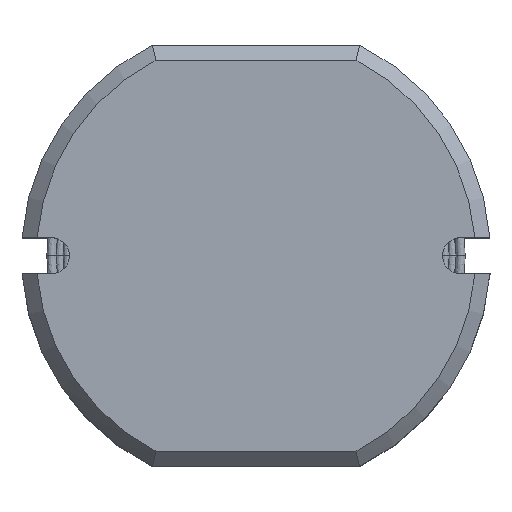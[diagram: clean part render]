
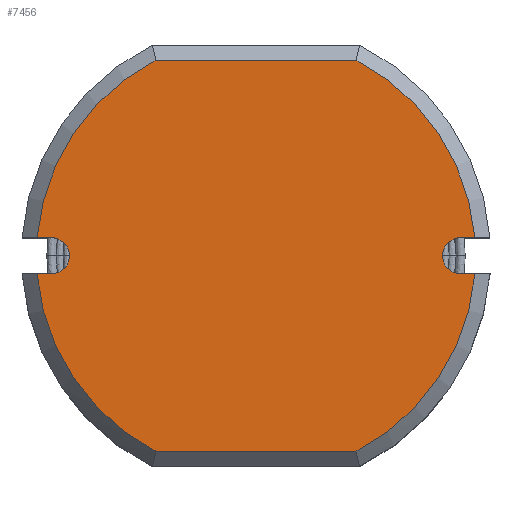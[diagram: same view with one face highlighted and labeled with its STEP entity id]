
A CAD part, top view. The second image highlights one B-rep face of the part: STEP entity #7456.
In plain terms, the highlighted planar face has unit normal (0, 0, 1).
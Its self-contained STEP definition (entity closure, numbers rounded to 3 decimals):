
#35 = DIRECTION ( 'NONE',  ( -1., 0., 0. ) ) ;
#72 = LINE ( 'NONE', #2647, #4337 ) ;
#100 = LINE ( 'NONE', #5608, #6932 ) ;
#273 = AXIS2_PLACEMENT_3D ( 'NONE', #5501, #4222, #35 ) ;
#391 = LINE ( 'NONE', #3084, #3100 ) ;
#856 = EDGE_CURVE ( 'NONE', #4937, #3360, #391, .T. ) ;
#901 = VERTEX_POINT ( 'NONE', #7515 ) ;
#939 = PLANE ( 'NONE',  #2125 ) ;
#946 = CARTESIAN_POINT ( 'NONE',  ( 3.4, 0., 5. ) ) ;
#960 = CARTESIAN_POINT ( 'NONE',  ( 1.661, -3.25, 5. ) ) ;
#1031 = LINE ( 'NONE', #1610, #6092 ) ;
#1149 = EDGE_CURVE ( 'NONE', #8539, #2239, #3981, .T. ) ;
#1308 = LINE ( 'NONE', #2695, #5120 ) ;
#1542 = CARTESIAN_POINT ( 'NONE',  ( 0., 0., 5. ) ) ;
#1610 = CARTESIAN_POINT ( 'NONE',  ( 1.72, 0.3, 5. ) ) ;
#1706 = ORIENTED_EDGE ( 'NONE', *, *, #5422, .F. ) ;
#1775 = ORIENTED_EDGE ( 'NONE', *, *, #5572, .F. ) ;
#1873 = ORIENTED_EDGE ( 'NONE', *, *, #3823, .F. ) ;
#1920 = CARTESIAN_POINT ( 'NONE',  ( 1.72, -0.3, 5. ) ) ;
#1965 = CIRCLE ( 'NONE', #3343, 0.3 ) ;
#1995 = DIRECTION ( 'NONE',  ( -1., 0., 0. ) ) ;
#2117 = CARTESIAN_POINT ( 'NONE',  ( 1.661, 3.25, 5. ) ) ;
#2125 = AXIS2_PLACEMENT_3D ( 'NONE', #3715, #2483, #4454 ) ;
#2130 = AXIS2_PLACEMENT_3D ( 'NONE', #5488, #6160, #1995 ) ;
#2239 = VERTEX_POINT ( 'NONE', #6088 ) ;
#2265 = ORIENTED_EDGE ( 'NONE', *, *, #2738, .F. ) ;
#2304 = ORIENTED_EDGE ( 'NONE', *, *, #5701, .F. ) ;
#2344 = ORIENTED_EDGE ( 'NONE', *, *, #8676, .F. ) ;
#2483 = DIRECTION ( 'NONE',  ( 0., 0., -1. ) ) ;
#2527 = EDGE_CURVE ( 'NONE', #3435, #901, #8667, .T. ) ;
#2575 = CARTESIAN_POINT ( 'NONE',  ( 3.638, 0.3, 5. ) ) ;
#2641 = CARTESIAN_POINT ( 'NONE',  ( -3.4, 0.3, 5. ) ) ;
#2647 = CARTESIAN_POINT ( 'NONE',  ( -1.72, -3.25, 5. ) ) ;
#2695 = CARTESIAN_POINT ( 'NONE',  ( 1.72, 0.3, 5. ) ) ;
#2730 = AXIS2_PLACEMENT_3D ( 'NONE', #1542, #6394, #5003 ) ;
#2738 = EDGE_CURVE ( 'NONE', #8279, #3360, #8287, .T. ) ;
#2766 = ORIENTED_EDGE ( 'NONE', *, *, #7634, .F. ) ;
#2789 = DIRECTION ( 'NONE',  ( 1., 0., 0. ) ) ;
#2826 = AXIS2_PLACEMENT_3D ( 'NONE', #946, #7068, #8456 ) ;
#2829 = DIRECTION ( 'NONE',  ( 0., 0., 1. ) ) ;
#3002 = VECTOR ( 'NONE', #6001, 1000. ) ;
#3084 = CARTESIAN_POINT ( 'NONE',  ( -1.72, 3.25, 5. ) ) ;
#3097 = CIRCLE ( 'NONE', #273, 3.65 ) ;
#3100 = VECTOR ( 'NONE', #5172, 1000. ) ;
#3343 = AXIS2_PLACEMENT_3D ( 'NONE', #4232, #2829, #6176 ) ;
#3360 = VERTEX_POINT ( 'NONE', #3783 ) ;
#3435 = VERTEX_POINT ( 'NONE', #6574 ) ;
#3562 = VERTEX_POINT ( 'NONE', #960 ) ;
#3610 = DIRECTION ( 'NONE',  ( -1., 0., 0. ) ) ;
#3666 = DIRECTION ( 'NONE',  ( 0., 0., -1. ) ) ;
#3715 = CARTESIAN_POINT ( 'NONE',  ( 1.72, -3.5, 5. ) ) ;
#3783 = CARTESIAN_POINT ( 'NONE',  ( -1.661, 3.25, 5. ) ) ;
#3823 = EDGE_CURVE ( 'NONE', #3562, #5290, #72, .T. ) ;
#3981 = CIRCLE ( 'NONE', #2826, 0.3 ) ;
#4048 = ORIENTED_EDGE ( 'NONE', *, *, #4573, .F. ) ;
#4222 = DIRECTION ( 'NONE',  ( 0., 0., -1. ) ) ;
#4232 = CARTESIAN_POINT ( 'NONE',  ( -3.4, 0., 5. ) ) ;
#4337 = VECTOR ( 'NONE', #8216, 1000. ) ;
#4454 = DIRECTION ( 'NONE',  ( -1., 0., 0. ) ) ;
#4546 = CIRCLE ( 'NONE', #7486, 3.65 ) ;
#4573 = EDGE_CURVE ( 'NONE', #901, #6654, #1965, .T. ) ;
#4937 = VERTEX_POINT ( 'NONE', #2117 ) ;
#4971 = ORIENTED_EDGE ( 'NONE', *, *, #856, .T. ) ;
#5003 = DIRECTION ( 'NONE',  ( -1., 0., 0. ) ) ;
#5088 = ORIENTED_EDGE ( 'NONE', *, *, #2527, .F. ) ;
#5120 = VECTOR ( 'NONE', #6166, 1000. ) ;
#5172 = DIRECTION ( 'NONE',  ( -1., 0., 0. ) ) ;
#5265 = EDGE_CURVE ( 'NONE', #4937, #8151, #4546, .T. ) ;
#5290 = VERTEX_POINT ( 'NONE', #5735 ) ;
#5422 = EDGE_CURVE ( 'NONE', #8151, #8539, #1308, .T. ) ;
#5488 = CARTESIAN_POINT ( 'NONE',  ( 0., 0., 5. ) ) ;
#5501 = CARTESIAN_POINT ( 'NONE',  ( 0., 0., 5. ) ) ;
#5572 = EDGE_CURVE ( 'NONE', #6654, #8279, #1031, .T. ) ;
#5580 = CARTESIAN_POINT ( 'NONE',  ( -3.638, 0.3, 5. ) ) ;
#5608 = CARTESIAN_POINT ( 'NONE',  ( 1.72, -0.3, 5. ) ) ;
#5701 = EDGE_CURVE ( 'NONE', #7310, #3562, #7492, .T. ) ;
#5735 = CARTESIAN_POINT ( 'NONE',  ( -1.661, -3.25, 5. ) ) ;
#5873 = CARTESIAN_POINT ( 'NONE',  ( 3.638, -0.3, 5. ) ) ;
#5981 = CARTESIAN_POINT ( 'NONE',  ( 3.4, 0.3, 5. ) ) ;
#6001 = DIRECTION ( 'NONE',  ( 1., 0., 0. ) ) ;
#6088 = CARTESIAN_POINT ( 'NONE',  ( 3.4, -0.3, 5. ) ) ;
#6092 = VECTOR ( 'NONE', #3610, 1000. ) ;
#6160 = DIRECTION ( 'NONE',  ( 0., 0., -1. ) ) ;
#6166 = DIRECTION ( 'NONE',  ( -1., 0., 0. ) ) ;
#6176 = DIRECTION ( 'NONE',  ( 0., 1., 0. ) ) ;
#6389 = DIRECTION ( 'NONE',  ( -1., 0., 0. ) ) ;
#6394 = DIRECTION ( 'NONE',  ( 0., 0., -1. ) ) ;
#6574 = CARTESIAN_POINT ( 'NONE',  ( -3.638, -0.3, 5. ) ) ;
#6637 = ORIENTED_EDGE ( 'NONE', *, *, #1149, .F. ) ;
#6654 = VERTEX_POINT ( 'NONE', #2641 ) ;
#6932 = VECTOR ( 'NONE', #2789, 1000. ) ;
#7059 = CARTESIAN_POINT ( 'NONE',  ( 0., 0., 5. ) ) ;
#7068 = DIRECTION ( 'NONE',  ( 0., 0., 1. ) ) ;
#7310 = VERTEX_POINT ( 'NONE', #5873 ) ;
#7456 = ADVANCED_FACE ( 'NONE', ( #7716 ), #939, .F. ) ;
#7486 = AXIS2_PLACEMENT_3D ( 'NONE', #7059, #3666, #6389 ) ;
#7492 = CIRCLE ( 'NONE', #2130, 3.65 ) ;
#7515 = CARTESIAN_POINT ( 'NONE',  ( -3.4, -0.3, 5. ) ) ;
#7634 = EDGE_CURVE ( 'NONE', #5290, #3435, #3097, .T. ) ;
#7716 = FACE_OUTER_BOUND ( 'NONE', #8532, .T. ) ;
#8151 = VERTEX_POINT ( 'NONE', #2575 ) ;
#8216 = DIRECTION ( 'NONE',  ( -1., 0., 0. ) ) ;
#8279 = VERTEX_POINT ( 'NONE', #5580 ) ;
#8287 = CIRCLE ( 'NONE', #2730, 3.65 ) ;
#8456 = DIRECTION ( 'NONE',  ( 0., 1., 0. ) ) ;
#8532 = EDGE_LOOP ( 'NONE', ( #2344, #6637, #1706, #8719, #4971, #2265, #1775, #4048, #5088, #2766, #1873, #2304 ) ) ;
#8539 = VERTEX_POINT ( 'NONE', #5981 ) ;
#8667 = LINE ( 'NONE', #1920, #3002 ) ;
#8676 = EDGE_CURVE ( 'NONE', #2239, #7310, #100, .T. ) ;
#8719 = ORIENTED_EDGE ( 'NONE', *, *, #5265, .F. ) ;
